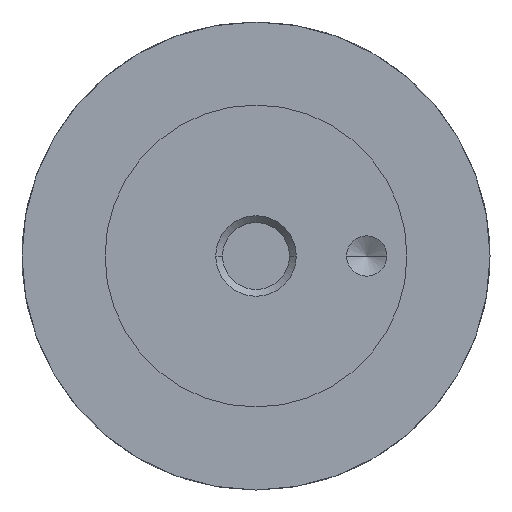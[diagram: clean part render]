
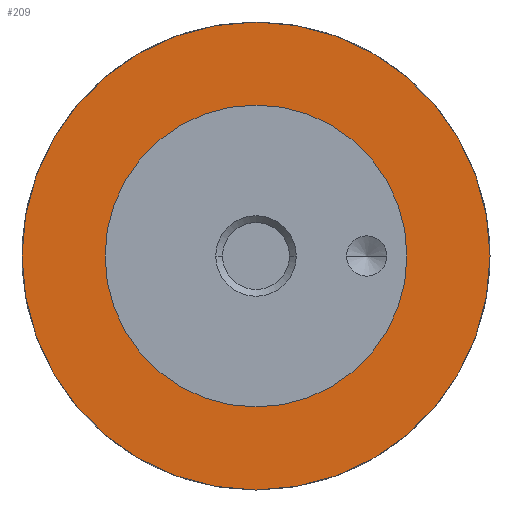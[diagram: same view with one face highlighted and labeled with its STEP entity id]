
A CAD part, front view. The second image highlights one B-rep face of the part: STEP entity #209.
In plain terms, the highlighted planar face has unit normal (0, -1, 0).
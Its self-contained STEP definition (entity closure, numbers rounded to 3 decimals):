
#209=ADVANCED_FACE('',(#458,#459),#460,.T.);
#458=FACE_OUTER_BOUND('',#774,.T.);
#459=FACE_BOUND('',#775,.T.);
#460=PLANE('',#776);
#774=EDGE_LOOP('',(#1254,#1255));
#775=EDGE_LOOP('',(#1256,#1257));
#776=AXIS2_PLACEMENT_3D('',#1258,#1259,#1260);
#1254=ORIENTED_EDGE('',*,*,#1820,.F.);
#1255=ORIENTED_EDGE('',*,*,#1841,.F.);
#1256=ORIENTED_EDGE('',*,*,#1763,.T.);
#1257=ORIENTED_EDGE('',*,*,#1875,.T.);
#1258=CARTESIAN_POINT('',(19.125,7.5,0.0));
#1259=DIRECTION('',(-0.0,-1.0,-0.0));
#1260=DIRECTION('',(-1.0,0.0,0.0));
#1763=EDGE_CURVE('',#2062,#2066,#2068,.T.);
#1820=EDGE_CURVE('',#2162,#2164,#2165,.T.);
#1841=EDGE_CURVE('',#2164,#2162,#2194,.T.);
#1875=EDGE_CURVE('',#2066,#2062,#2231,.T.);
#2062=VERTEX_POINT('',#2489);
#2066=VERTEX_POINT('',#2494);
#2068=CIRCLE('',#2497,15.0);
#2162=VERTEX_POINT('',#2803);
#2164=VERTEX_POINT('',#2806);
#2165=CIRCLE('',#2807,23.25);
#2194=CIRCLE('',#2935,23.25);
#2231=CIRCLE('',#3026,15.0);
#2489=CARTESIAN_POINT('',(15.0,7.5,0.0));
#2494=CARTESIAN_POINT('',(-15.0,7.5,0.));
#2497=AXIS2_PLACEMENT_3D('',#4115,#4116,#4117);
#2803=CARTESIAN_POINT('',(23.25,7.5,0.0));
#2806=CARTESIAN_POINT('',(-23.25,7.5,0.));
#2807=AXIS2_PLACEMENT_3D('',#4164,#4165,#4166);
#2935=AXIS2_PLACEMENT_3D('',#4187,#4188,#4189);
#3026=AXIS2_PLACEMENT_3D('',#4214,#4215,#4216);
#4115=CARTESIAN_POINT('',(0.0,7.5,0.0));
#4116=DIRECTION('',(-0.0,1.0,0.0));
#4117=DIRECTION('',(1.0,0.0,0.0));
#4164=CARTESIAN_POINT('',(0.0,7.5,0.0));
#4165=DIRECTION('',(-0.0,1.0,0.0));
#4166=DIRECTION('',(1.0,0.0,0.0));
#4187=CARTESIAN_POINT('',(0.0,7.5,0.0));
#4188=DIRECTION('',(-0.0,1.0,0.0));
#4189=DIRECTION('',(1.0,0.0,0.0));
#4214=CARTESIAN_POINT('',(0.0,7.5,0.0));
#4215=DIRECTION('',(-0.0,1.0,0.0));
#4216=DIRECTION('',(1.0,0.0,0.0));
